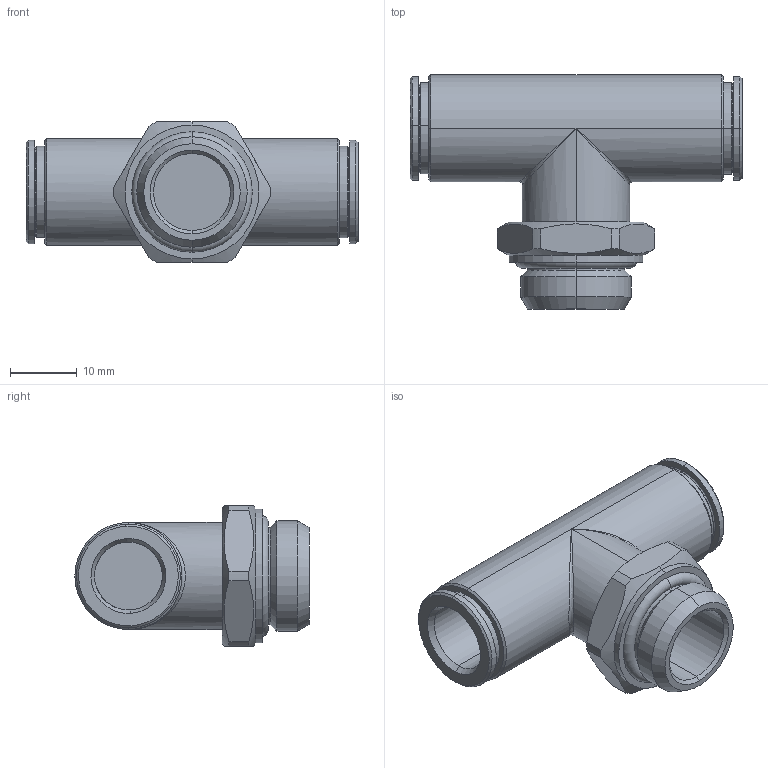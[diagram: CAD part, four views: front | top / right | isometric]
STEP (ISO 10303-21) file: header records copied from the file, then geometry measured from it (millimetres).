
FILE_DESCRIPTION (( 'STEP AP203' ), '1' );
FILE_NAME ('X0110053.STEP', '2010-10-20T11:30:54', ( '' ), ( 'sopra-pneumatic' ), 'SwSTEP 2.0', 'SolidWorks 2009', '' );
FILE_SCHEMA (( 'CONFIG_CONTROL_DESIGN' ));
Length unit declared in the file: millimetre
Products named in the file (1): X0110053
Bounding box: 49.61 x 35 x 21 mm (x, y, z)
Volume: 10654.9 mm3; surface area: 6095.8 mm2
Topology: 1 solids, 3 shells, 89 faces, 188 edges, 110 vertices
Faces by surface type: cylinder 35, cone 22, plane 20, torus 10, bspline 2
Entity records: 3257 total; most frequent: CARTESIAN_POINT 1268, DIRECTION 438, ORIENTED_EDGE 368, AXIS2_PLACEMENT_3D 188, EDGE_CURVE 184, VERTEX_POINT 110, CIRCLE 100, EDGE_LOOP 98
